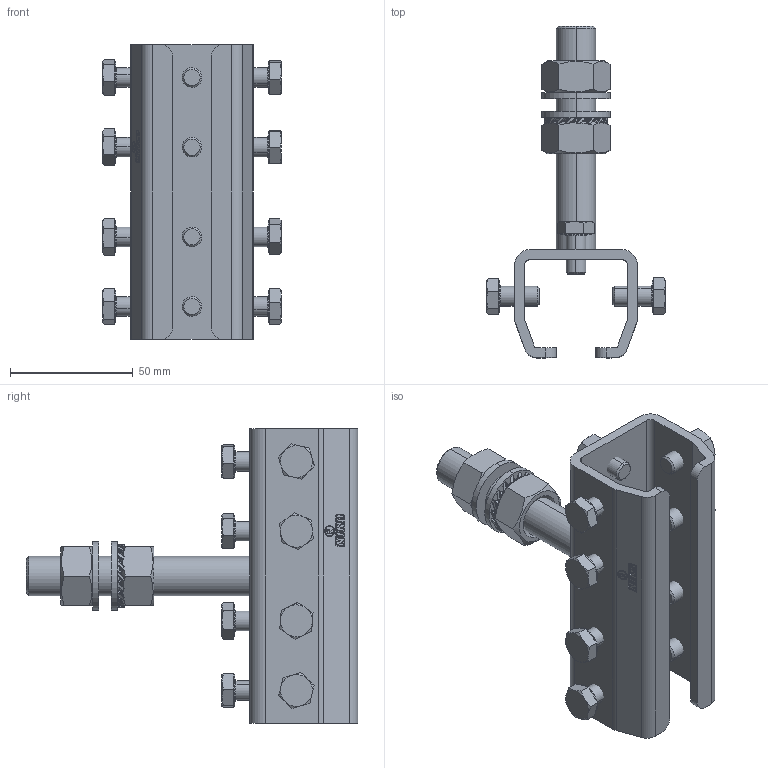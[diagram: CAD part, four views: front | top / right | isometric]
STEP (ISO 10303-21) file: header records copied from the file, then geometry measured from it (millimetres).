
FILE_DESCRIPTION (( 'STEP AP203' ), '1' );
FILE_NAME ('1.23.B11.STEP', '2018-03-23T12:17:04', ( '' ), ( '' ), 'SwSTEP 2.0', 'SolidWorks 2017', '' );
FILE_SCHEMA (( 'CONFIG_CONTROL_DESIGN' ));
Products named in the file (1): 1.23.B11
Bounding box: 72.6 x 135 x 120 mm (x, y, z)
Volume: 114266.6 mm3; surface area: 60577 mm2
Topology: 19 solids, 19 shells, 1456 faces, 3958 edges, 2566 vertices
Faces by surface type: cylinder 989, plane 318, cone 114, torus 24, bspline 11
Entity records: 56236 total; most frequent: CARTESIAN_POINT 24471, ORIENTED_EDGE 7916, DIRECTION 4738, EDGE_CURVE 3958, VERTEX_POINT 2566, B_SPLINE_CURVE_WITH_KNOTS 2514, AXIS2_PLACEMENT_3D 2006, EDGE_LOOP 1516
